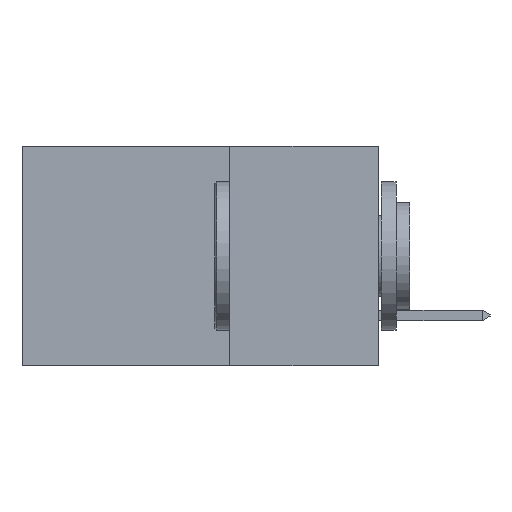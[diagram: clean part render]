
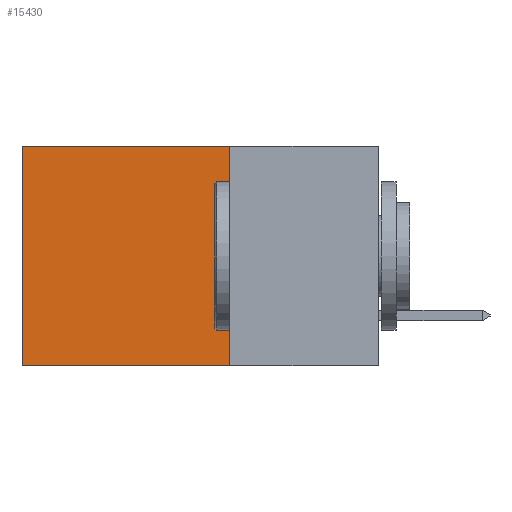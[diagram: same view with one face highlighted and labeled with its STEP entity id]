
A CAD part, left-side view. The second image highlights one B-rep face of the part: STEP entity #15430.
In plain terms, the highlighted planar face has unit normal (-1, 0, 0).
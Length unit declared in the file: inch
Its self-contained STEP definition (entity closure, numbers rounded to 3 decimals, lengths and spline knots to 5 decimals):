
#55 = DIRECTION ( 'NONE',  ( 1., 0., 0. ) ) ;
#629 = VECTOR ( 'NONE', #18339, 39.37008 ) ;
#1113 = CARTESIAN_POINT ( 'NONE',  ( 0.2615, 0.25, 0. ) ) ;
#1508 = ORIENTED_EDGE ( 'NONE', *, *, #19021, .T. ) ;
#2011 = CARTESIAN_POINT ( 'NONE',  ( 0.2615, 0.6, -0.37 ) ) ;
#2078 = CARTESIAN_POINT ( 'NONE',  ( 0.2615, 0.6, -0.37 ) ) ;
#2161 = CARTESIAN_POINT ( 'NONE',  ( 0.2615, 0.25, -0.37 ) ) ;
#2253 = DIRECTION ( 'NONE',  ( 0., 0., -1. ) ) ;
#2295 = AXIS2_PLACEMENT_3D ( 'NONE', #17909, #55, #10647 ) ;
#3355 = VECTOR ( 'NONE', #8503, 39.37008 ) ;
#4383 = VERTEX_POINT ( 'NONE', #5485 ) ;
#4717 = EDGE_CURVE ( 'NONE', #7388, #6982, #15132, .T. ) ;
#5485 = CARTESIAN_POINT ( 'NONE',  ( 0.2615, 0.6, 0. ) ) ;
#6982 = VERTEX_POINT ( 'NONE', #13579 ) ;
#7078 = EDGE_LOOP ( 'NONE', ( #14945, #15861, #7294, #1508 ) ) ;
#7294 = ORIENTED_EDGE ( 'NONE', *, *, #4717, .F. ) ;
#7380 = FACE_OUTER_BOUND ( 'NONE', #7078, .T. ) ;
#7388 = VERTEX_POINT ( 'NONE', #15071 ) ;
#8503 = DIRECTION ( 'NONE',  ( 0., 1., 0. ) ) ;
#10014 = EDGE_CURVE ( 'NONE', #6982, #14217, #11331, .T. ) ;
#10647 = DIRECTION ( 'NONE',  ( 0., 0., -1. ) ) ;
#11331 = LINE ( 'NONE', #18719, #3355 ) ;
#11473 = LINE ( 'NONE', #1113, #18732 ) ;
#12652 = LINE ( 'NONE', #2011, #629 ) ;
#13143 = DIRECTION ( 'NONE',  ( 0., 1., 0. ) ) ;
#13579 = CARTESIAN_POINT ( 'NONE',  ( 0.2615, 0.25, -0.37 ) ) ;
#14217 = VERTEX_POINT ( 'NONE', #2078 ) ;
#14945 = ORIENTED_EDGE ( 'NONE', *, *, #18743, .T. ) ;
#15071 = CARTESIAN_POINT ( 'NONE',  ( 0.2615, 0.25, 0. ) ) ;
#15132 = LINE ( 'NONE', #2161, #18972 ) ;
#15430 = ADVANCED_FACE ( 'NONE', ( #7380 ), #16422, .F. ) ;
#15861 = ORIENTED_EDGE ( 'NONE', *, *, #10014, .F. ) ;
#16422 = PLANE ( 'NONE',  #2295 ) ;
#17909 = CARTESIAN_POINT ( 'NONE',  ( 0.2615, 0.25, -0.37 ) ) ;
#18339 = DIRECTION ( 'NONE',  ( 0., 0., -1. ) ) ;
#18719 = CARTESIAN_POINT ( 'NONE',  ( 0.2615, 0.25, -0.37 ) ) ;
#18732 = VECTOR ( 'NONE', #13143, 39.37008 ) ;
#18743 = EDGE_CURVE ( 'NONE', #4383, #14217, #12652, .T. ) ;
#18972 = VECTOR ( 'NONE', #2253, 39.37008 ) ;
#19021 = EDGE_CURVE ( 'NONE', #7388, #4383, #11473, .T. ) ;
